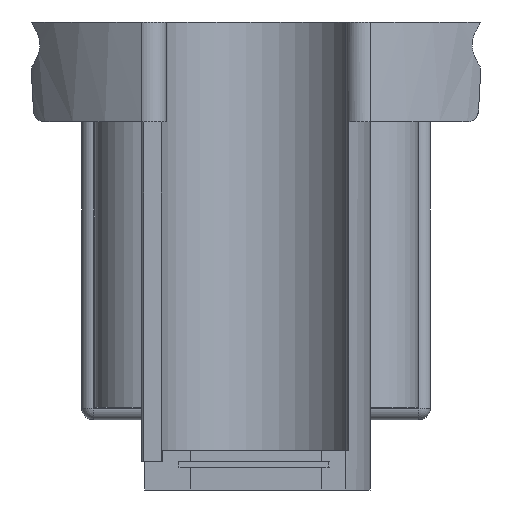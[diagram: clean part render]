
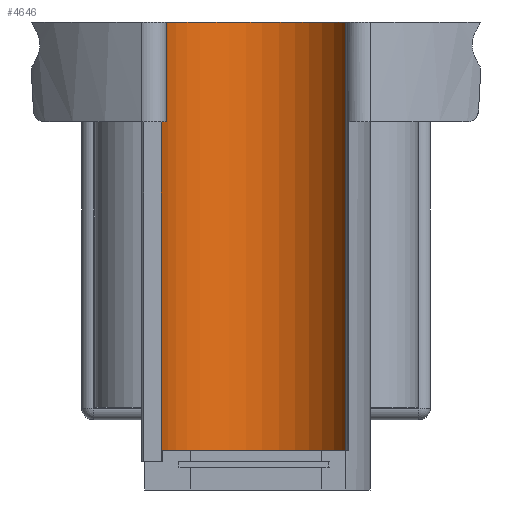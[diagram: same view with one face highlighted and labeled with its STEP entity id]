
A CAD part, left-side view. The second image highlights one B-rep face of the part: STEP entity #4646.
In plain terms, the highlighted cylindrical face has radius 8.5 mm (diameter 17 mm), a partial arc.
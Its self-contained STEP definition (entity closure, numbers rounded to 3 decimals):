
#375=FACE_OUTER_BOUND('',#634,.T.);
#634=EDGE_LOOP('',(#4178,#4179,#4180,#4181,#4182,#4183,#4184,#4185,#4186,
#4187,#4188,#4189));
#679=CIRCLE('',#4844,8.5);
#682=CIRCLE('',#4847,8.5);
#703=CIRCLE('',#4882,8.5);
#730=CIRCLE('',#4992,8.5);
#732=CIRCLE('',#4996,8.5);
#733=CIRCLE('',#4997,8.5);
#1265=LINE('',#10802,#1638);
#1314=LINE('',#14062,#1687);
#1323=LINE('',#14084,#1696);
#1324=LINE('',#14087,#1697);
#1325=LINE('',#14088,#1698);
#1326=LINE('',#14090,#1699);
#1638=VECTOR('',#5873,10.);
#1687=VECTOR('',#5976,10.);
#1696=VECTOR('',#6001,10.);
#1697=VECTOR('',#6004,10.);
#1698=VECTOR('',#6005,10.);
#1699=VECTOR('',#6006,10.);
#1982=VERTEX_POINT('',#10048);
#1983=VERTEX_POINT('',#10050);
#1988=VERTEX_POINT('',#10060);
#1989=VERTEX_POINT('',#10062);
#2071=VERTEX_POINT('',#10578);
#2072=VERTEX_POINT('',#10580);
#2128=VERTEX_POINT('',#10801);
#2161=VERTEX_POINT('',#14059);
#2162=VERTEX_POINT('',#14061);
#2167=VERTEX_POINT('',#14083);
#2168=VERTEX_POINT('',#14085);
#2169=VERTEX_POINT('',#14089);
#2553=EDGE_CURVE('',#1983,#1982,#679,.T.);
#2559=EDGE_CURVE('',#1989,#1988,#682,.T.);
#2662=EDGE_CURVE('',#2071,#2072,#703,.T.);
#2773=EDGE_CURVE('',#1989,#2128,#1265,.T.);
#2836=EDGE_CURVE('',#2162,#2161,#1314,.T.);
#2845=EDGE_CURVE('',#2161,#2128,#730,.T.);
#2847=EDGE_CURVE('',#1988,#2167,#1323,.T.);
#2848=EDGE_CURVE('',#2167,#2168,#732,.T.);
#2849=EDGE_CURVE('',#2168,#1983,#1324,.T.);
#2850=EDGE_CURVE('',#1982,#2072,#1325,.T.);
#2851=EDGE_CURVE('',#2071,#2169,#1326,.T.);
#2852=EDGE_CURVE('',#2162,#2169,#733,.T.);
#4178=ORIENTED_EDGE('',*,*,#2836,.T.);
#4179=ORIENTED_EDGE('',*,*,#2845,.T.);
#4180=ORIENTED_EDGE('',*,*,#2773,.F.);
#4181=ORIENTED_EDGE('',*,*,#2559,.T.);
#4182=ORIENTED_EDGE('',*,*,#2847,.T.);
#4183=ORIENTED_EDGE('',*,*,#2848,.T.);
#4184=ORIENTED_EDGE('',*,*,#2849,.T.);
#4185=ORIENTED_EDGE('',*,*,#2553,.T.);
#4186=ORIENTED_EDGE('',*,*,#2850,.T.);
#4187=ORIENTED_EDGE('',*,*,#2662,.F.);
#4188=ORIENTED_EDGE('',*,*,#2851,.T.);
#4189=ORIENTED_EDGE('',*,*,#2852,.F.);
#4413=CYLINDRICAL_SURFACE('',#4995,8.5);
#4646=ADVANCED_FACE('',(#375),#4413,.F.);
#4844=AXIS2_PLACEMENT_3D('',#10051,#5472,#5473);
#4847=AXIS2_PLACEMENT_3D('',#10063,#5481,#5482);
#4882=AXIS2_PLACEMENT_3D('',#10581,#5629,#5630);
#4992=AXIS2_PLACEMENT_3D('',#14079,#5993,#5994);
#4995=AXIS2_PLACEMENT_3D('',#14082,#5999,#6000);
#4996=AXIS2_PLACEMENT_3D('',#14086,#6002,#6003);
#4997=AXIS2_PLACEMENT_3D('',#14091,#6007,#6008);
#5472=DIRECTION('center_axis',(0.,0.,
1.));
#5473=DIRECTION('ref_axis',(1.,0.,0.));
#5481=DIRECTION('center_axis',(0.,0.,
1.));
#5482=DIRECTION('ref_axis',(1.,0.,0.));
#5629=DIRECTION('center_axis',(0.,0.,
1.));
#5630=DIRECTION('ref_axis',(1.,0.,0.));
#5873=DIRECTION('',(0.,0.,-1.));
#5976=DIRECTION('',(0.,0.,1.));
#5993=DIRECTION('center_axis',(0.,0.,-1.));
#5994=DIRECTION('ref_axis',(1.,0.,0.));
#5999=DIRECTION('center_axis',(0.,0.,-1.));
#6000=DIRECTION('ref_axis',(1.,0.,0.));
#6001=DIRECTION('',(0.,0.,-1.));
#6002=DIRECTION('center_axis',(0.,0.,
1.));
#6003=DIRECTION('ref_axis',(1.,0.,0.));
#6004=DIRECTION('',(0.,0.,1.));
#6005=DIRECTION('',(0.,0.,-1.));
#6006=DIRECTION('',(0.,0.,-1.));
#6007=DIRECTION('center_axis',(0.,0.,1.));
#6008=DIRECTION('ref_axis',(-0.375,-0.927,0.));
#10048=CARTESIAN_POINT('',(-17.499,7.878,0.));
#10050=CARTESIAN_POINT('',(-16.101,8.308,0.));
#10051=CARTESIAN_POINT('Origin',(-14.314,-0.002,
0.));
#10060=CARTESIAN_POINT('',(-12.101,8.205,0.));
#10062=CARTESIAN_POINT('',(-17.501,-7.882,0.));
#10063=CARTESIAN_POINT('Origin',(-14.314,-0.002,
0.));
#10578=CARTESIAN_POINT('',(-16.101,8.308,-8.75));
#10580=CARTESIAN_POINT('',(-17.499,7.878,-8.75));
#10581=CARTESIAN_POINT('Origin',(-14.314,-0.002,
-8.75));
#10801=CARTESIAN_POINT('',(-17.501,-7.882,-37.5));
#10802=CARTESIAN_POINT('',(-17.501,-7.882,0.));
#14059=CARTESIAN_POINT('',(-12.101,8.205,-37.5));
#14061=CARTESIAN_POINT('',(-12.101,8.205,-38.5));
#14062=CARTESIAN_POINT('',(-12.101,8.205,0.));
#14079=CARTESIAN_POINT('Origin',(-14.314,-0.002,
-37.5));
#14082=CARTESIAN_POINT('Origin',(-14.314,-0.002,
0.));
#14083=CARTESIAN_POINT('',(-12.101,8.205,-1.5));
#14084=CARTESIAN_POINT('',(-12.101,8.205,0.));
#14085=CARTESIAN_POINT('',(-16.101,8.308,-1.5));
#14086=CARTESIAN_POINT('Origin',(-14.314,-0.002,
-1.5));
#14087=CARTESIAN_POINT('',(-16.101,8.308,0.));
#14088=CARTESIAN_POINT('',(-17.499,7.878,0.));
#14089=CARTESIAN_POINT('',(-16.101,8.308,-38.5));
#14090=CARTESIAN_POINT('',(-16.101,8.308,-8.75));
#14091=CARTESIAN_POINT('Origin',(-14.314,-0.002,
-38.5));
